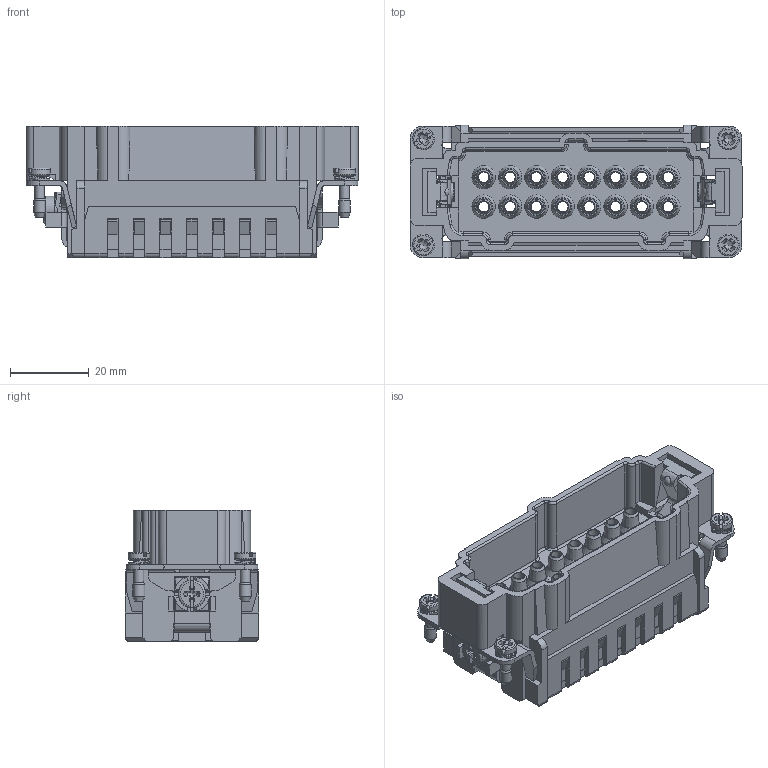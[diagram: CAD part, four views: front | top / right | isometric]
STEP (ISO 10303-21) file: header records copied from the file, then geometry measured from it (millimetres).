
FILE_DESCRIPTION(/* description */ (''),/* implementation_level */ '2;1');
FILE_NAME(/* name */ '100095296ugm000_c.stp',/* time_stamp */ '2017-10-27T11:47:13+02:00',/* author */ (''),/* organization */ (''),/* preprocessor_version */ 'ST-DEVELOPER v16',/* originating_system */ 'SIEMENS PLM Software NX 10.0',/* authorisation */ '');
FILE_SCHEMA (('AUTOMOTIVE_DESIGN { 1 0 10303 214 3 1 1 1 }'));
Products named in the file (1): 100095296ugm000_c
Bounding box: 84.35 x 33.9 x 33.3 mm (x, y, z)
Volume: 41740.9 mm3; surface area: 26077.9 mm2
Topology: 1 solids, 1 shells, 1404 faces, 4081 edges, 2710 vertices
Faces by surface type: plane 843, cylinder 243, bspline 150, cone 98, torus 58, sphere 12
Full cylindrical faces by diameter (mm): 0.6 x2, 2.349 x2, 2.5 x4, 2.519 x2, 2.595 x4, 2.65 x16, 3 x4, 3.242 x1, 3.5 x1, 3.7 x1, 4 x1, 4.5 x2, 5.5 x4, 7 x1
Entity records: 58419 total; most frequent: CARTESIAN_POINT 19053, ORIENTED_EDGE 7456, DIRECTION 6428, EDGE_CURVE 3728, VERTEX_POINT 2481, LINE 2202, VECTOR 2202, AXIS2_PLACEMENT_3D 2113
